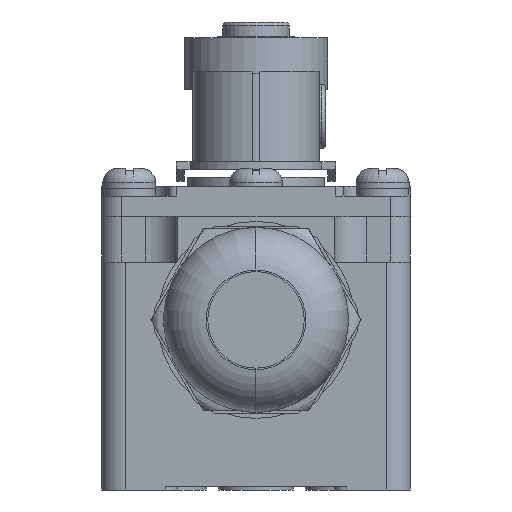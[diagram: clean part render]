
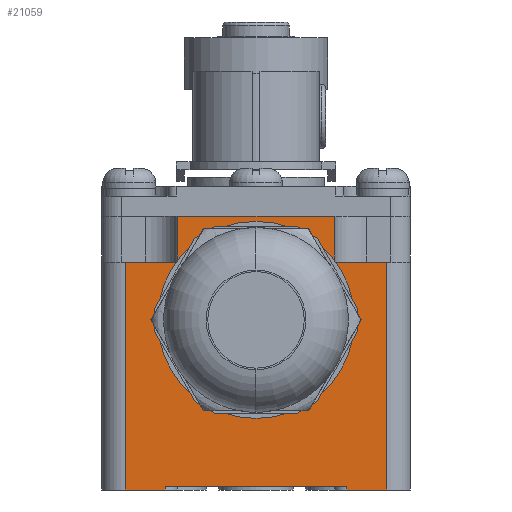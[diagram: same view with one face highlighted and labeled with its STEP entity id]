
A CAD part, front view. The second image highlights one B-rep face of the part: STEP entity #21059.
In plain terms, the highlighted planar face has unit normal (0, -1, 0).
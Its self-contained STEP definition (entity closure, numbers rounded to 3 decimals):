
#644 = CARTESIAN_POINT ( 'NONE',  ( -9.95, -34., -0.5 ) ) ;
#901 = CARTESIAN_POINT ( 'NONE',  ( -19.5, -34., 34.1 ) ) ;
#1077 = ORIENTED_EDGE ( 'NONE', *, *, #2175, .T. ) ;
#1233 = CARTESIAN_POINT ( 'NONE',  ( -9.875, -34., 34.1 ) ) ;
#1322 = VECTOR ( 'NONE', #11893, 1000. ) ;
#1661 = DIRECTION ( 'NONE',  ( 0., 1., 0. ) ) ;
#1721 = ORIENTED_EDGE ( 'NONE', *, *, #17306, .T. ) ;
#2065 = CARTESIAN_POINT ( 'NONE',  ( -19.5, -34., 0. ) ) ;
#2175 = EDGE_CURVE ( 'NONE', #19709, #15176, #19099, .T. ) ;
#2568 = VERTEX_POINT ( 'NONE', #8538 ) ;
#2646 = AXIS2_PLACEMENT_3D ( 'NONE', #3018, #4566, #17946 ) ;
#2828 = EDGE_CURVE ( 'NONE', #19709, #3492, #10376, .T. ) ;
#2855 = DIRECTION ( 'NONE',  ( 0., 1., 0. ) ) ;
#2919 = CARTESIAN_POINT ( 'NONE',  ( -11.45, -34., -0.5 ) ) ;
#3018 = CARTESIAN_POINT ( 'NONE',  ( 0., -34., 21. ) ) ;
#3466 = DIRECTION ( 'NONE',  ( 0., 0., 1. ) ) ;
#3492 = VERTEX_POINT ( 'NONE', #11485 ) ;
#3674 = CARTESIAN_POINT ( 'NONE',  ( 11.45, -34., 34.1 ) ) ;
#3817 = DIRECTION ( 'NONE',  ( 1., 0., 0. ) ) ;
#3822 = DIRECTION ( 'NONE',  ( -1., 0., 0. ) ) ;
#3864 = EDGE_CURVE ( 'NONE', #2568, #4476, #9823, .T. ) ;
#3976 = CARTESIAN_POINT ( 'NONE',  ( 9.875, -34., 28.3 ) ) ;
#4265 = CARTESIAN_POINT ( 'NONE',  ( -11.45, -34., 34.1 ) ) ;
#4476 = VERTEX_POINT ( 'NONE', #1233 ) ;
#4556 = VECTOR ( 'NONE', #15369, 1000. ) ;
#4566 = DIRECTION ( 'NONE',  ( 0., 1., 0. ) ) ;
#4622 = DIRECTION ( 'NONE',  ( 0., 0., 1. ) ) ;
#4874 = CARTESIAN_POINT ( 'NONE',  ( 9.875, -34., 34.1 ) ) ;
#4907 = CARTESIAN_POINT ( 'NONE',  ( 19.5, -34., 28.3 ) ) ;
#4978 = ORIENTED_EDGE ( 'NONE', *, *, #2828, .F. ) ;
#5099 = CIRCLE ( 'NONE', #2646, 11.5 ) ;
#5451 = CARTESIAN_POINT ( 'NONE',  ( 16.5, -34., -0.5 ) ) ;
#5520 = LINE ( 'NONE', #3976, #4556 ) ;
#5903 = VERTEX_POINT ( 'NONE', #15210 ) ;
#5966 = VECTOR ( 'NONE', #3466, 1000. ) ;
#6147 = EDGE_CURVE ( 'NONE', #5903, #2568, #8623, .T. ) ;
#6665 = AXIS2_PLACEMENT_3D ( 'NONE', #15006, #1661, #11822 ) ;
#6731 = EDGE_LOOP ( 'NONE', ( #18099, #1721 ) ) ;
#6997 = LINE ( 'NONE', #2065, #11980 ) ;
#7371 = LINE ( 'NONE', #20460, #9164 ) ;
#7477 = LINE ( 'NONE', #901, #13339 ) ;
#7742 = ORIENTED_EDGE ( 'NONE', *, *, #12916, .T. ) ;
#7770 = CARTESIAN_POINT ( 'NONE',  ( 0., -34., 9.5 ) ) ;
#8124 = CARTESIAN_POINT ( 'NONE',  ( 0., -34., 21. ) ) ;
#8322 = FACE_OUTER_BOUND ( 'NONE', #14386, .T. ) ;
#8538 = CARTESIAN_POINT ( 'NONE',  ( -9.875, -34., 28.3 ) ) ;
#8601 = ORIENTED_EDGE ( 'NONE', *, *, #3864, .F. ) ;
#8623 = LINE ( 'NONE', #16730, #18881 ) ;
#8788 = DIRECTION ( 'NONE',  ( 1., 0., 0. ) ) ;
#9164 = VECTOR ( 'NONE', #15581, 1000. ) ;
#9337 = EDGE_CURVE ( 'NONE', #13517, #14269, #5520, .T. ) ;
#9604 = DIRECTION ( 'NONE',  ( 0., 0., 1. ) ) ;
#9804 = ORIENTED_EDGE ( 'NONE', *, *, #14010, .F. ) ;
#9823 = LINE ( 'NONE', #13097, #5966 ) ;
#10192 = ORIENTED_EDGE ( 'NONE', *, *, #17082, .F. ) ;
#10376 = LINE ( 'NONE', #5451, #1322 ) ;
#10692 = ORIENTED_EDGE ( 'NONE', *, *, #12158, .F. ) ;
#11485 = CARTESIAN_POINT ( 'NONE',  ( 11.45, -34., -0.5 ) ) ;
#11520 = CARTESIAN_POINT ( 'NONE',  ( 16.5, -34., 28.3 ) ) ;
#11590 = DIRECTION ( 'NONE',  ( 1., 0., 0. ) ) ;
#11641 = VECTOR ( 'NONE', #9604, 1000. ) ;
#11662 = CARTESIAN_POINT ( 'NONE',  ( 11.45, -34., 0. ) ) ;
#11695 = LINE ( 'NONE', #4907, #16644 ) ;
#11822 = DIRECTION ( 'NONE',  ( 0., 0., 1. ) ) ;
#11893 = DIRECTION ( 'NONE',  ( -1., 0., 0. ) ) ;
#11980 = VECTOR ( 'NONE', #3817, 1000. ) ;
#12158 = EDGE_CURVE ( 'NONE', #4476, #14269, #7477, .T. ) ;
#12319 = VERTEX_POINT ( 'NONE', #16226 ) ;
#12916 = EDGE_CURVE ( 'NONE', #13448, #14294, #6997, .T. ) ;
#13097 = CARTESIAN_POINT ( 'NONE',  ( -9.875, -34., 28.3 ) ) ;
#13100 = AXIS2_PLACEMENT_3D ( 'NONE', #8124, #2855, #4622 ) ;
#13339 = VECTOR ( 'NONE', #8788, 1000. ) ;
#13394 = LINE ( 'NONE', #3674, #15093 ) ;
#13448 = VERTEX_POINT ( 'NONE', #14158 ) ;
#13517 = VERTEX_POINT ( 'NONE', #19562 ) ;
#13830 = EDGE_CURVE ( 'NONE', #20500, #13448, #19308, .T. ) ;
#13855 = VERTEX_POINT ( 'NONE', #7770 ) ;
#14010 = EDGE_CURVE ( 'NONE', #20500, #12319, #18854, .T. ) ;
#14026 = DIRECTION ( 'NONE',  ( 0., 0., 1. ) ) ;
#14158 = CARTESIAN_POINT ( 'NONE',  ( -11.45, -34., 0. ) ) ;
#14269 = VERTEX_POINT ( 'NONE', #4874 ) ;
#14294 = VERTEX_POINT ( 'NONE', #11662 ) ;
#14386 = EDGE_LOOP ( 'NONE', ( #10192, #19283, #10692, #8601, #18371, #20622, #9804, #19808, #7742, #17886, #4978, #1077 ) ) ;
#14666 = VECTOR ( 'NONE', #14026, 1000. ) ;
#15006 = CARTESIAN_POINT ( 'NONE',  ( -19.5, -34., 34.1 ) ) ;
#15082 = DIRECTION ( 'NONE',  ( 1., 0., 0. ) ) ;
#15093 = VECTOR ( 'NONE', #16706, 1000. ) ;
#15176 = VERTEX_POINT ( 'NONE', #11520 ) ;
#15210 = CARTESIAN_POINT ( 'NONE',  ( -16.5, -34., 28.3 ) ) ;
#15369 = DIRECTION ( 'NONE',  ( 0., 0., 1. ) ) ;
#15581 = DIRECTION ( 'NONE',  ( 0., 0., -1. ) ) ;
#16226 = CARTESIAN_POINT ( 'NONE',  ( -16.5, -34., -0.5 ) ) ;
#16593 = EDGE_CURVE ( 'NONE', #13855, #21548, #18757, .T. ) ;
#16644 = VECTOR ( 'NONE', #11590, 1000. ) ;
#16706 = DIRECTION ( 'NONE',  ( 0., 0., -1. ) ) ;
#16730 = CARTESIAN_POINT ( 'NONE',  ( -19.5, -34., 28.3 ) ) ;
#16770 = FACE_BOUND ( 'NONE', #6731, .T. ) ;
#17082 = EDGE_CURVE ( 'NONE', #13517, #15176, #11695, .T. ) ;
#17306 = EDGE_CURVE ( 'NONE', #21548, #13855, #5099, .T. ) ;
#17437 = CARTESIAN_POINT ( 'NONE',  ( 16.5, -34., 34.1 ) ) ;
#17886 = ORIENTED_EDGE ( 'NONE', *, *, #19500, .T. ) ;
#17946 = DIRECTION ( 'NONE',  ( 0., 0., 1. ) ) ;
#18099 = ORIENTED_EDGE ( 'NONE', *, *, #16593, .T. ) ;
#18371 = ORIENTED_EDGE ( 'NONE', *, *, #6147, .F. ) ;
#18676 = CARTESIAN_POINT ( 'NONE',  ( 0., -34., 32.5 ) ) ;
#18757 = CIRCLE ( 'NONE', #13100, 11.5 ) ;
#18819 = CARTESIAN_POINT ( 'NONE',  ( 16.5, -34., -0.5 ) ) ;
#18854 = LINE ( 'NONE', #644, #21500 ) ;
#18881 = VECTOR ( 'NONE', #15082, 1000. ) ;
#19099 = LINE ( 'NONE', #17437, #14666 ) ;
#19283 = ORIENTED_EDGE ( 'NONE', *, *, #9337, .T. ) ;
#19308 = LINE ( 'NONE', #4265, #11641 ) ;
#19500 = EDGE_CURVE ( 'NONE', #14294, #3492, #13394, .T. ) ;
#19562 = CARTESIAN_POINT ( 'NONE',  ( 9.875, -34., 28.3 ) ) ;
#19709 = VERTEX_POINT ( 'NONE', #18819 ) ;
#19808 = ORIENTED_EDGE ( 'NONE', *, *, #13830, .T. ) ;
#20075 = EDGE_CURVE ( 'NONE', #5903, #12319, #7371, .T. ) ;
#20460 = CARTESIAN_POINT ( 'NONE',  ( -16.5, -34., 34.1 ) ) ;
#20500 = VERTEX_POINT ( 'NONE', #2919 ) ;
#20622 = ORIENTED_EDGE ( 'NONE', *, *, #20075, .T. ) ;
#21059 = ADVANCED_FACE ( 'NONE', ( #16770, #8322 ), #21627, .F. ) ;
#21500 = VECTOR ( 'NONE', #3822, 1000. ) ;
#21548 = VERTEX_POINT ( 'NONE', #18676 ) ;
#21627 = PLANE ( 'NONE',  #6665 ) ;
